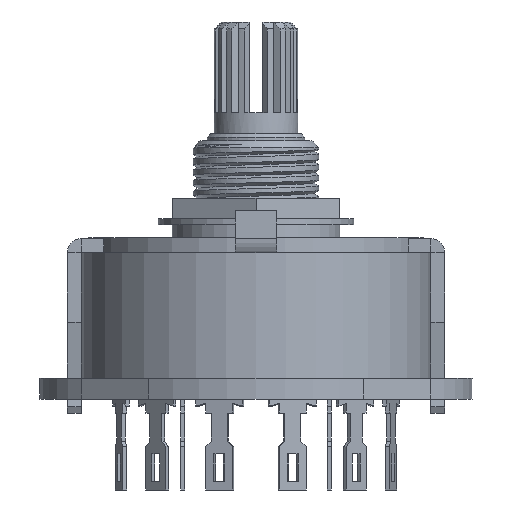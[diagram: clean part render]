
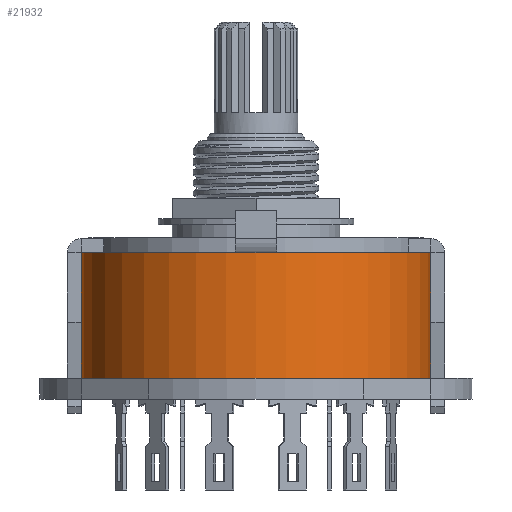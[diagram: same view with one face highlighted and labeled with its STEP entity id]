
A CAD part, left-side view. The second image highlights one B-rep face of the part: STEP entity #21932.
In plain terms, the highlighted cylindrical face has radius 12.5 mm (diameter 25 mm), a full revolution.
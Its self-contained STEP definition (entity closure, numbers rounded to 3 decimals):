
#21932 = ADVANCED_FACE('',(#21933),#21960,.T.);
#21933 = FACE_BOUND('',#21934,.F.);
#21934 = EDGE_LOOP('',(#21935,#21945,#21952,#21953));
#21935 = ORIENTED_EDGE('',*,*,#21936,.T.);
#21936 = EDGE_CURVE('',#21937,#21939,#21941,.T.);
#21937 = VERTEX_POINT('',#21938);
#21938 = CARTESIAN_POINT('',(12.5,0.,1.5));
#21939 = VERTEX_POINT('',#21940);
#21940 = CARTESIAN_POINT('',(12.5,0.,10.5));
#21941 = LINE('',#21942,#21943);
#21942 = CARTESIAN_POINT('',(12.5,0.,1.5));
#21943 = VECTOR('',#21944,1.);
#21944 = DIRECTION('',(0.,0.,1.));
#21945 = ORIENTED_EDGE('',*,*,#21946,.T.);
#21946 = EDGE_CURVE('',#21939,#21939,#21947,.T.);
#21947 = CIRCLE('',#21948,12.5);
#21948 = AXIS2_PLACEMENT_3D('',#21949,#21950,#21951);
#21949 = CARTESIAN_POINT('',(0.,0.,10.5));
#21950 = DIRECTION('',(0.,0.,1.));
#21951 = DIRECTION('',(1.,0.,0.));
#21952 = ORIENTED_EDGE('',*,*,#21936,.F.);
#21953 = ORIENTED_EDGE('',*,*,#21954,.F.);
#21954 = EDGE_CURVE('',#21937,#21937,#21955,.T.);
#21955 = CIRCLE('',#21956,12.5);
#21956 = AXIS2_PLACEMENT_3D('',#21957,#21958,#21959);
#21957 = CARTESIAN_POINT('',(0.,0.,1.5));
#21958 = DIRECTION('',(0.,0.,1.));
#21959 = DIRECTION('',(1.,0.,0.));
#21960 = CYLINDRICAL_SURFACE('',#21961,12.5);
#21961 = AXIS2_PLACEMENT_3D('',#21962,#21963,#21964);
#21962 = CARTESIAN_POINT('',(0.,0.,1.5));
#21963 = DIRECTION('',(-0.,-0.,-1.));
#21964 = DIRECTION('',(1.,0.,0.));
